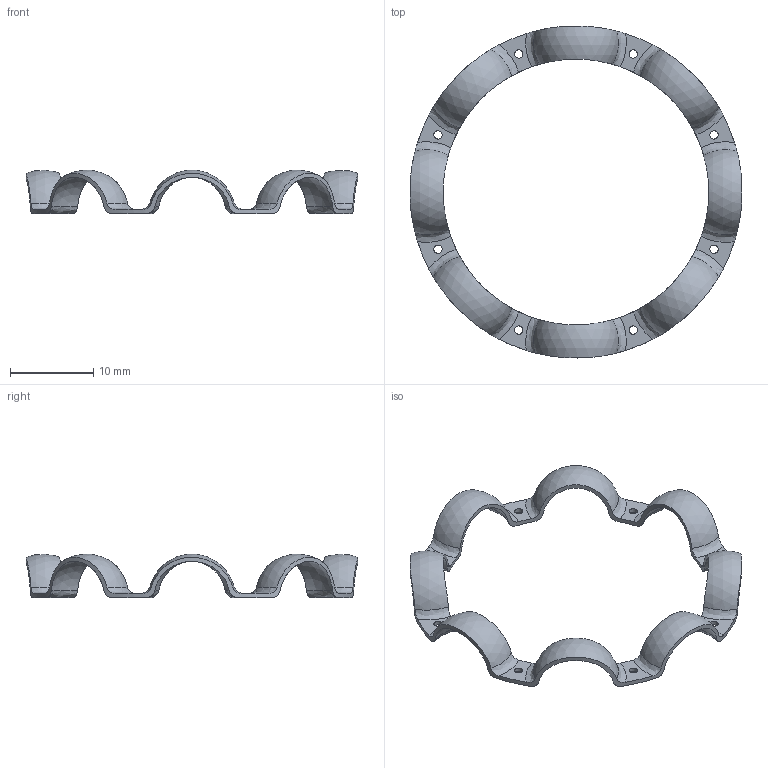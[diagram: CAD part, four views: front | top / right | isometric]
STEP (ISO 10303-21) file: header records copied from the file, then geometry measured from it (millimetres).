
FILE_DESCRIPTION(('STEP AP242'), '1');
FILE_NAME('Separator', '', ('UNSPECIFIED'), ('UNSPECIFIED'), 'C3D Converter', 'C3D Toolkit', '');
FILE_SCHEMA(('AP242_MANAGED_MODEL_BASED_3D_ENGINEERING_MIM_LF { 1 0 10303 442 1 1 4 }'));
Length unit declared in the file: millimetre
Bounding box: 40 x 40 x 5.2 mm (x, y, z)
Volume: 285.4 mm3; surface area: 1366.7 mm2
Topology: 1 solids, 1 shells, 74 faces, 222 edges, 148 vertices
Faces by surface type: bspline 32, plane 16, sphere 16, cylinder 10
Full cylindrical faces by diameter (mm): 1 x8, 32 x1, 40 x1
Entity records: 10005 total; most frequent: CARTESIAN_POINT 7757, ORIENTED_EDGE 424, EDGE_CURVE 212, DIRECTION 182, B_SPLINE_CURVE_WITH_KNOTS 164, VERTEX_POINT 148, EDGE_LOOP 100, AXIS2_PLACEMENT_3D 91
